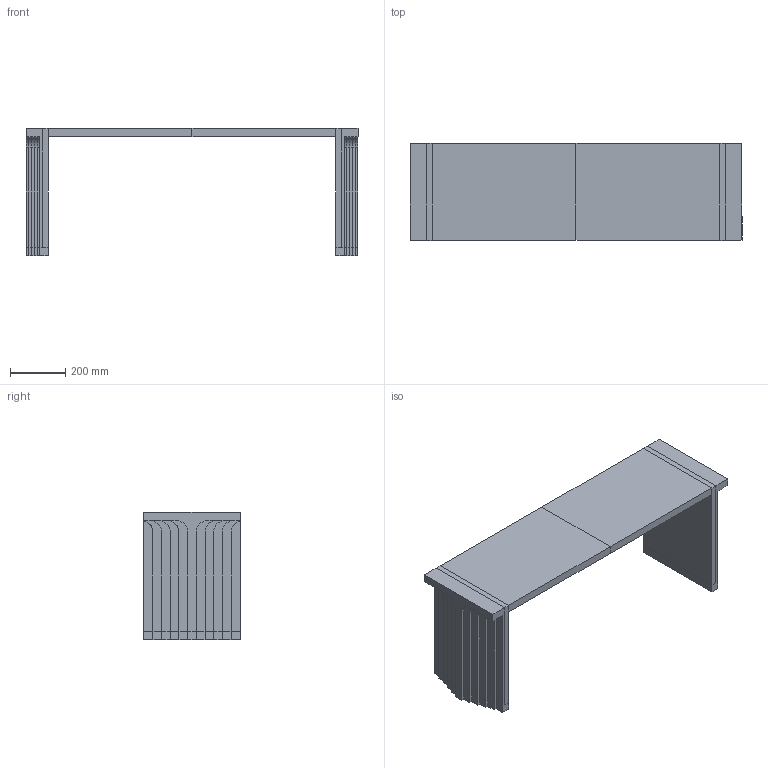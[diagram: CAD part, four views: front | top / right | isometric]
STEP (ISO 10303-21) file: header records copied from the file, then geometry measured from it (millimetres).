
FILE_DESCRIPTION(/* description */ (''),/* implementation_level */ '2;1');
FILE_NAME(/* name */ 'Arc Bench',/* time_stamp */ '2022-07-07T15:01:19+02:00',/* author */ (''),/* organization */ (''),/* preprocessor_version */ 'ST-DEVELOPER v15',/* originating_system */ '',/* authorisation */ '');
FILE_SCHEMA (('AUTOMOTIVE_DESIGN'));
Length unit declared in the file: millimetre
Products named in the file (1): Document
Bounding box: 1200 x 350 x 460 mm (x, y, z)
Volume: 28443988.4 mm3; surface area: 1669119.1 mm2
Topology: 1 solids, 1 shells, 184 faces, 434 edges, 252 vertices
Faces by surface type: plane 164, bspline 20
Entity records: 4391 total; most frequent: CARTESIAN_POINT 1429, ORIENTED_EDGE 868, EDGE_CURVE 434, B_SPLINE_CURVE_WITH_KNOTS 390, VERTEX_POINT 252, ADVANCED_FACE 184, FACE_OUTER_BOUND 184, EDGE_LOOP 184
